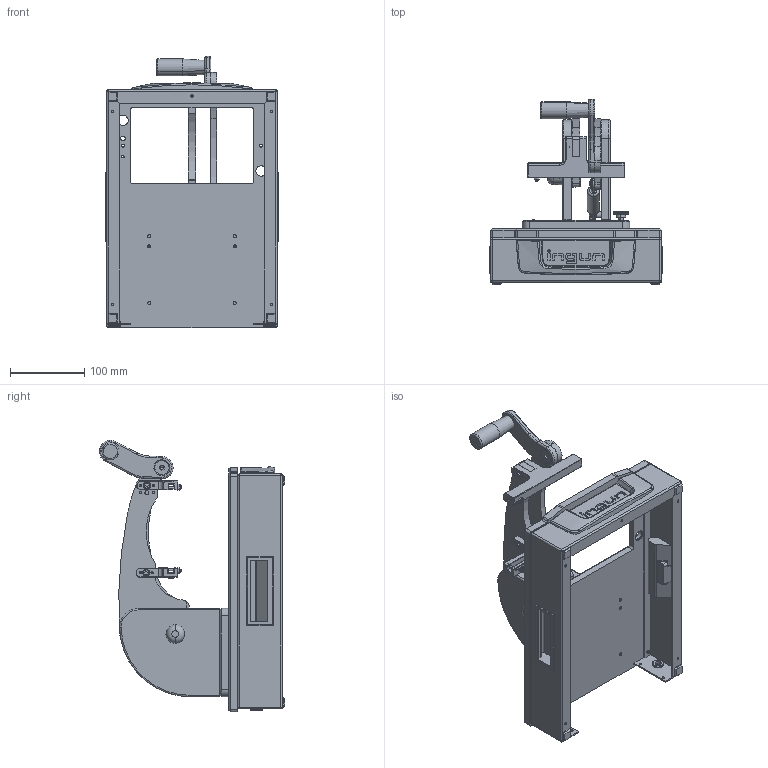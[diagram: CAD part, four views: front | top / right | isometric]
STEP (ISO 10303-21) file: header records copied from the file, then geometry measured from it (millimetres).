
FILE_DESCRIPTION (( 'STEP AP214' ), '1' );
FILE_NAME ('45650~2.STEP', '2017-05-08T11:44:42', ( '' ), ( '' ), 'SwSTEP 2.0', 'SolidWorks 2016', '' );
FILE_SCHEMA (( 'AUTOMOTIVE_DESIGN' ));
Length unit declared in the file: millimetre
Products named in the file (46): 41855~1_S; DIN912~n_M04,0x012; 52469~0_KUNDE<S>; DIN934~n_M04,0; 50859~0_S; 41859~3_KUNDE<S>; K_36518~0; 9442~0; 52472~0_KUNDE<S>; 41853~0; 41569~2; 45633~3_S; 4824~0; 45668~2_KUNDE<S>; DIN125~n_06,4 M06,0 Fase; 45650~2; 2669~0; 41570~10_KUNDE<S>; DIN6325~n_04,0m6x016; 17281~0_S; DIN6325~n_03,0m6x016; 49317~0; DIN912~n_M06,0x016; 40769~0; 48565~1_S; 46198~3_S; 51861~0_flex 86,5 bis 106,5 <S>; 41854~0_S; 1720~0; 52471~0_KUNDE<S>; K_36517~0_Standard ohne Dyn Punkt<Standard>; 45632~5; 36027~3_S; 2670~0; 2833~0_d 5; 2719~0; 2679~0_4 m6 x 16; DIN6325~n_03,0m6x026; 2351~0; DIN912~n_M05,0x020 ...
Assembly tree (73 placements, depth 5):
  45650~2
    45633~3_S
      46198~3_S
      32171~0_S
      9442~0  x2
      50859~0_S  x2
      2719~0  x4
    45668~2_KUNDE<S>
      41570~10_KUNDE<S>
        41569~2
        52472~0_KUNDE<S>
        52471~0_KUNDE<S>
        41859~3_KUNDE<S>
        52469~0_KUNDE<S>
        41855~1_S
        41858~0_S
        2351~0
        41848~0_S
        41853~0
        4824~0
        48565~1_S
        36027~3_S
        49317~0
        1720~0
        51861~0_flex 86,5 bis 106,5 <S>
          K_36517~0_Standard ohne Dyn Punkt<Standard>
          K_36518~0
        42065~0
        DIN912~n_M06,0x016
        DIN912~n_M05,0x016  x8
        DIN912~n_M05,0x020
        40769~0
        2679~0_4 m6 x 16  x6
        2669~0
        2670~0  x2
        DIN934~n_M04,0
        DIN125~n_06,4 M06,0 Fase  x2
        2833~0_d 5
        46227~0
        17281~0_S  x2
      41854~0_S
      DIN912~n_M05,0x020
      DIN6325~n_03,0m6x026  x2
      DIN6325~n_03,0m6x016
      DIN934~n_M04,0
      42065~0
    45632~5
    DIN912~n_M04,0x012  x4
    DIN6325~n_04,0m6x016  x2
Bounding box: 234 x 249.67 x 365.31 mm (x, y, z)
Volume: 1758142.6 mm3; surface area: 576397.2 mm2
Topology: 69 solids, 69 shells, 2963 faces, 7754 edges, 5010 vertices
Faces by surface type: plane 1656, cylinder 911, cone 200, bspline 95, sphere 54, torus 47
Entity records: 91008 total; most frequent: CARTESIAN_POINT 27665, ORIENTED_EDGE 13364, DIRECTION 11679, EDGE_CURVE 6682, AXIS2_PLACEMENT_3D 4333, VERTEX_POINT 4333, LINE 3013, VECTOR 3013
